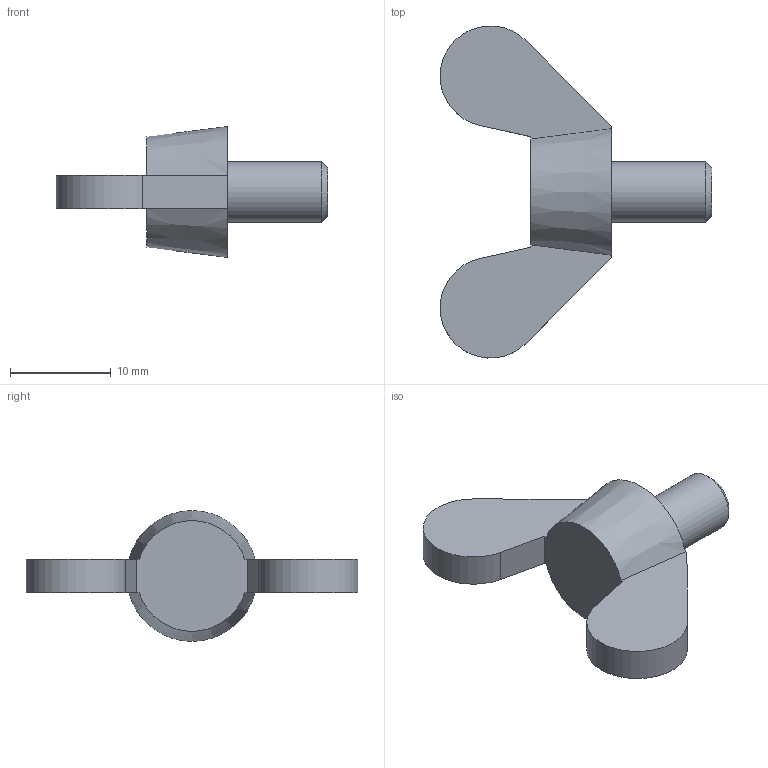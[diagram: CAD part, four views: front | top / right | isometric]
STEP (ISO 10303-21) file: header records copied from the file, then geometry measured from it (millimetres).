
FILE_DESCRIPTION(/* description */ ('STEP AP214'),/* implementation_level */ '2;1');
FILE_NAME(/* name */ 'Wing screw DIN 316 M6x10 16210.060.010High',/* time_stamp */ '2025-12-03T17:16:16+01:00',/* author */ ('License CC BY-ND 4.0'),/* organization */ ('CADENAS'),/* preprocessor_version */ 'ST-DEVELOPER v20',/* originating_system */ 'PARTsolutions',/* authorisation */ ' ');
FILE_SCHEMA (('AUTOMOTIVE_DESIGN {1 0 10303 214 3 1 1}'));
Length unit declared in the file: millimetre
Products named in the file (1): Wing screw DIN 316 M6x10 16210.060.010High
Bounding box: 27 x 32.99 x 13 mm (x, y, z)
Volume: 1952.1 mm3; surface area: 1365.2 mm2
Topology: 1 solids, 1 shells, 17 faces, 41 edges, 27 vertices
Faces by surface type: plane 11, cone 3, cylinder 3
Full cylindrical faces by diameter (mm): 6 x1
Entity records: 522 total; most frequent: CARTESIAN_POINT 96, DIRECTION 82, ORIENTED_EDGE 78, EDGE_CURVE 39, AXIS2_PLACEMENT_3D 29, VERTEX_POINT 27, LINE 24, VECTOR 24
